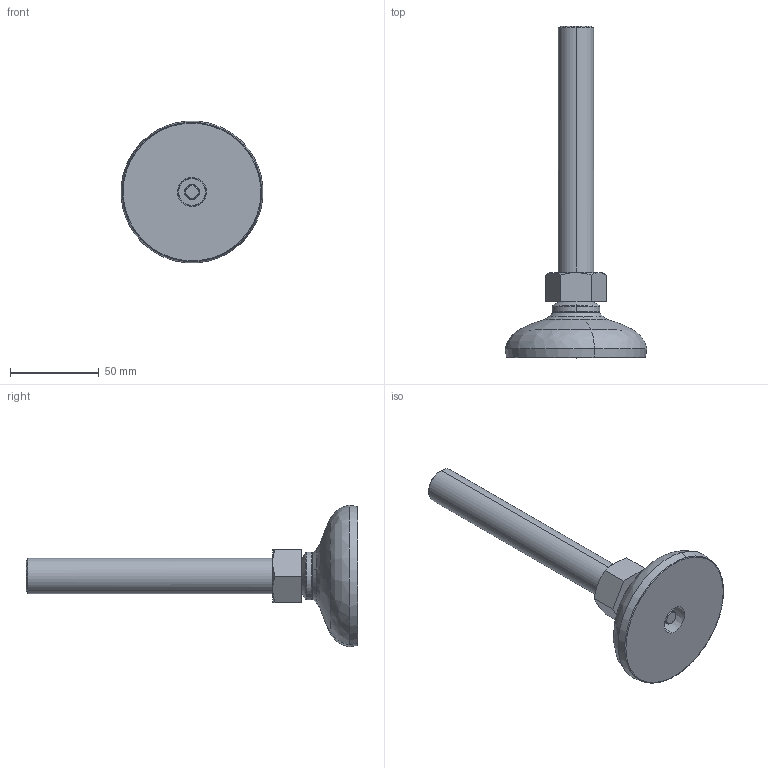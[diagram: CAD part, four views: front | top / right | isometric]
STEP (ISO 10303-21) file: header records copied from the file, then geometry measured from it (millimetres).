
FILE_DESCRIPTION (( 'STEP AP214' ), '1' );
FILE_NAME ('Rexnord-R0747 -602023.STEP', '2023-08-01T09:01:28', ( '' ), ( '' ), 'SwSTEP 2.0', 'SolidWorks 2022', '' );
FILE_SCHEMA (( 'AUTOMOTIVE_DESIGN' ));
Length unit declared in the file: millimetre
Products named in the file (8): Rexnord-R0747 -602023_37687; Rexnord-R0747 -602023_605003GOMMA; Rexnord-R0747 -602023_ROSETTA_M8; Rexnord-R0747 -602023_M20; Rexnord-R0747 -602023_38207ASS; Rexnord-R0747 -602023_37987; Rexnord-R0747 -602023_605003; Rexnord-R0747 -602023
Assembly tree (7 placements, depth 3):
  Rexnord-R0747 -602023
    Rexnord-R0747 -602023_37687
    Rexnord-R0747 -602023_37987
    Rexnord-R0747 -602023_605003
      Rexnord-R0747 -602023_38207ASS
      Rexnord-R0747 -602023_605003GOMMA
    Rexnord-R0747 -602023_ROSETTA_M8
    Rexnord-R0747 -602023_M20
Bounding box: 79.85 x 187 x 79.85 mm (x, y, z)
Volume: 146293.2 mm3; surface area: 43185.7 mm2
Topology: 6 solids, 6 shells, 110 faces, 258 edges, 164 vertices
Faces by surface type: cone 34, bspline 32, plane 26, cylinder 18
Entity records: 5156 total; most frequent: CARTESIAN_POINT 1095, DIRECTION 596, ORIENTED_EDGE 516, AXIS2_PLACEMENT_3D 265, EDGE_CURVE 258, CIRCLE 176, VERTEX_POINT 164, UNCERTAINTY_MEASURE_WITH_UNIT 130
